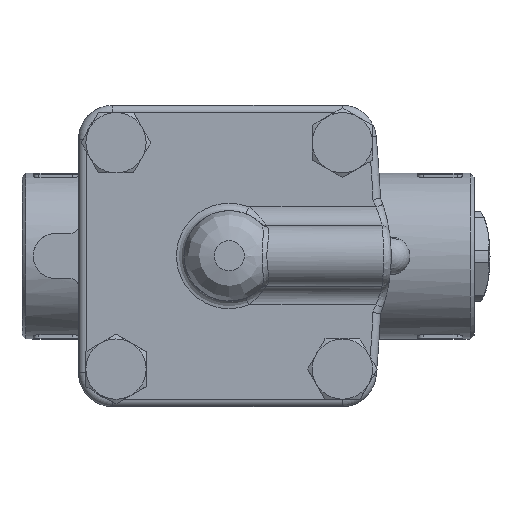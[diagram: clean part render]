
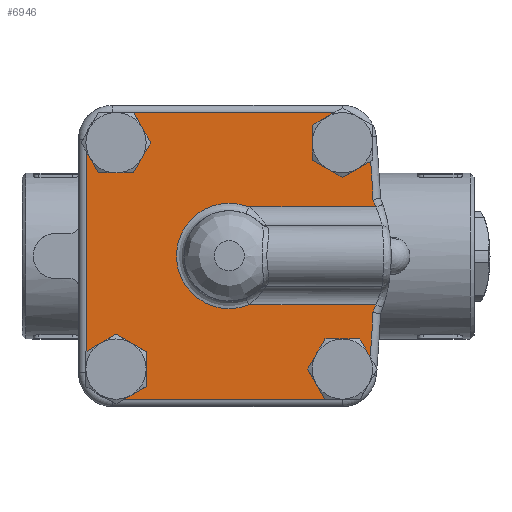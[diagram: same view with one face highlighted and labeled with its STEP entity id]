
A CAD part, top view. The second image highlights one B-rep face of the part: STEP entity #6946.
In plain terms, the highlighted planar face has unit normal (0, 0, 1).
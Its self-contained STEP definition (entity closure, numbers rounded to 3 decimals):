
#3722=CARTESIAN_POINT('',(5.196,-13.0,20.0));
#3723=VERTEX_POINT('',#3722);
#3914=CARTESIAN_POINT('',(5.196,13.0,20.0));
#3915=VERTEX_POINT('',#3914);
#6072=CARTESIAN_POINT('',(30.052,20.814,20.0));
#6073=VERTEX_POINT('',#6072);
#6080=CARTESIAN_POINT('',(37.563,25.151,20.0));
#6081=VERTEX_POINT('',#6080);
#6082=CARTESIAN_POINT('',(37.563,25.151,20.0));
#6083=DIRECTION('',(-0.866,-0.5,0.0));
#6084=VECTOR('',#6083,8.673);
#6085=LINE('',#6082,#6084);
#6086=EDGE_CURVE('',#6081,#6073,#6085,.T.);
#6112=CARTESIAN_POINT('',(22.052,25.433,20.0));
#6113=VERTEX_POINT('',#6112);
#6120=CARTESIAN_POINT('',(30.052,20.814,20.0));
#6121=DIRECTION('',(-0.866,0.5,0.0));
#6122=VECTOR('',#6121,9.238);
#6123=LINE('',#6120,#6122);
#6124=EDGE_CURVE('',#6073,#6113,#6123,.T.);
#6137=CARTESIAN_POINT('',(22.052,34.671,20.0));
#6138=VERTEX_POINT('',#6137);
#6145=CARTESIAN_POINT('',(22.052,25.433,20.0));
#6146=DIRECTION('',(0.0,1.0,0.0));
#6147=VECTOR('',#6146,9.238);
#6148=LINE('',#6145,#6147);
#6149=EDGE_CURVE('',#6113,#6138,#6148,.T.);
#6170=CARTESIAN_POINT('',(27.818,38.0,20.0));
#6171=VERTEX_POINT('',#6170);
#6178=CARTESIAN_POINT('',(22.052,34.671,20.0));
#6179=DIRECTION('',(0.866,0.5,0.0));
#6180=VECTOR('',#6179,6.658);
#6181=LINE('',#6178,#6180);
#6182=EDGE_CURVE('',#6138,#6171,#6181,.T.);
#6195=CARTESIAN_POINT('',(20.814,-30.052,20.0));
#6196=VERTEX_POINT('',#6195);
#6203=CARTESIAN_POINT('',(25.403,-38.,20.0));
#6204=VERTEX_POINT('',#6203);
#6205=CARTESIAN_POINT('',(25.403,-38.,20.0));
#6206=DIRECTION('',(-0.5,0.866,0.0));
#6207=VECTOR('',#6206,9.178);
#6208=LINE('',#6205,#6207);
#6209=EDGE_CURVE('',#6204,#6196,#6208,.T.);
#6235=CARTESIAN_POINT('',(25.433,-22.052,20.0));
#6236=VERTEX_POINT('',#6235);
#6243=CARTESIAN_POINT('',(20.814,-30.052,20.0));
#6244=DIRECTION('',(0.5,0.866,0.0));
#6245=VECTOR('',#6244,9.238);
#6246=LINE('',#6243,#6245);
#6247=EDGE_CURVE('',#6196,#6236,#6246,.T.);
#6260=CARTESIAN_POINT('',(34.671,-22.052,20.0));
#6261=VERTEX_POINT('',#6260);
#6268=CARTESIAN_POINT('',(25.433,-22.052,20.0));
#6269=DIRECTION('',(1.0,0.0,0.0));
#6270=VECTOR('',#6269,9.238);
#6271=LINE('',#6268,#6270);
#6272=EDGE_CURVE('',#6236,#6261,#6271,.T.);
#6293=CARTESIAN_POINT('',(37.433,-26.836,20.0));
#6294=VERTEX_POINT('',#6293);
#6301=CARTESIAN_POINT('',(34.671,-22.052,20.0));
#6302=DIRECTION('',(0.5,-0.866,0.0));
#6303=VECTOR('',#6302,5.524);
#6304=LINE('',#6301,#6303);
#6305=EDGE_CURVE('',#6261,#6294,#6304,.T.);
#6318=CARTESIAN_POINT('',(-30.052,-20.814,20.0));
#6319=VERTEX_POINT('',#6318);
#6326=CARTESIAN_POINT('',(-38.0,-25.403,20.0));
#6327=VERTEX_POINT('',#6326);
#6328=CARTESIAN_POINT('',(-38.0,-25.403,20.0));
#6329=DIRECTION('',(0.866,0.5,0.0));
#6330=VECTOR('',#6329,9.178);
#6331=LINE('',#6328,#6330);
#6332=EDGE_CURVE('',#6327,#6319,#6331,.T.);
#6358=CARTESIAN_POINT('',(-22.052,-25.433,20.0));
#6359=VERTEX_POINT('',#6358);
#6366=CARTESIAN_POINT('',(-30.052,-20.814,20.0));
#6367=DIRECTION('',(0.866,-0.5,0.0));
#6368=VECTOR('',#6367,9.238);
#6369=LINE('',#6366,#6368);
#6370=EDGE_CURVE('',#6319,#6359,#6369,.T.);
#6383=CARTESIAN_POINT('',(-22.052,-34.671,20.0));
#6384=VERTEX_POINT('',#6383);
#6391=CARTESIAN_POINT('',(-22.052,-25.433,20.0));
#6392=DIRECTION('',(0.0,-1.0,0.0));
#6393=VECTOR('',#6392,9.238);
#6394=LINE('',#6391,#6393);
#6395=EDGE_CURVE('',#6359,#6384,#6394,.T.);
#6416=CARTESIAN_POINT('',(-27.818,-38.0,20.0));
#6417=VERTEX_POINT('',#6416);
#6424=CARTESIAN_POINT('',(-22.052,-34.671,20.0));
#6425=DIRECTION('',(-0.866,-0.5,0.0));
#6426=VECTOR('',#6425,6.658);
#6427=LINE('',#6424,#6426);
#6428=EDGE_CURVE('',#6384,#6417,#6427,.T.);
#6820=CARTESIAN_POINT('',(41.117,0.,20.0));
#6821=DIRECTION('',(0.0,0.0,1.0));
#6822=DIRECTION('',(1.0,0.0,0.0));
#6823=AXIS2_PLACEMENT_3D('',#6820,#6821,#6822);
#6824=PLANE('',#6823);
#6825=ORIENTED_EDGE('',*,*,#6086,.T.);
#6826=ORIENTED_EDGE('',*,*,#6124,.T.);
#6827=ORIENTED_EDGE('',*,*,#6149,.T.);
#6828=ORIENTED_EDGE('',*,*,#6182,.T.);
#6829=CARTESIAN_POINT('',(-25.403,38.0,20.0));
#6830=VERTEX_POINT('',#6829);
#6831=CARTESIAN_POINT('',(-25.403,38.0,20.0));
#6832=DIRECTION('',(1.0,0.0,0.0));
#6833=VECTOR('',#6832,53.222);
#6834=LINE('',#6831,#6833);
#6835=EDGE_CURVE('',#6830,#6171,#6834,.T.);
#6836=ORIENTED_EDGE('',*,*,#6835,.F.);
#6837=CARTESIAN_POINT('',(-20.814,30.052,20.0));
#6838=VERTEX_POINT('',#6837);
#6839=CARTESIAN_POINT('',(-25.403,38.0,20.0));
#6840=DIRECTION('',(0.5,-0.866,0.0));
#6841=VECTOR('',#6840,9.178);
#6842=LINE('',#6839,#6841);
#6843=EDGE_CURVE('',#6830,#6838,#6842,.T.);
#6844=ORIENTED_EDGE('',*,*,#6843,.T.);
#6845=CARTESIAN_POINT('',(-25.433,22.052,20.0));
#6846=VERTEX_POINT('',#6845);
#6847=CARTESIAN_POINT('',(-20.814,30.052,20.0));
#6848=DIRECTION('',(-0.5,-0.866,0.0));
#6849=VECTOR('',#6848,9.238);
#6850=LINE('',#6847,#6849);
#6851=EDGE_CURVE('',#6838,#6846,#6850,.T.);
#6852=ORIENTED_EDGE('',*,*,#6851,.T.);
#6853=CARTESIAN_POINT('',(-34.671,22.052,20.0));
#6854=VERTEX_POINT('',#6853);
#6855=CARTESIAN_POINT('',(-25.433,22.052,20.0));
#6856=DIRECTION('',(-1.0,0.0,0.0));
#6857=VECTOR('',#6856,9.238);
#6858=LINE('',#6855,#6857);
#6859=EDGE_CURVE('',#6846,#6854,#6858,.T.);
#6860=ORIENTED_EDGE('',*,*,#6859,.T.);
#6861=CARTESIAN_POINT('',(-38.,27.818,20.0));
#6862=VERTEX_POINT('',#6861);
#6863=CARTESIAN_POINT('',(-34.671,22.052,20.0));
#6864=DIRECTION('',(-0.5,0.866,0.0));
#6865=VECTOR('',#6864,6.658);
#6866=LINE('',#6863,#6865);
#6867=EDGE_CURVE('',#6854,#6862,#6866,.T.);
#6868=ORIENTED_EDGE('',*,*,#6867,.T.);
#6869=CARTESIAN_POINT('',(-38.0,-25.403,20.0));
#6870=DIRECTION('',(0.0,1.0,0.0));
#6871=VECTOR('',#6870,53.222);
#6872=LINE('',#6869,#6871);
#6873=EDGE_CURVE('',#6327,#6862,#6872,.T.);
#6874=ORIENTED_EDGE('',*,*,#6873,.F.);
#6875=ORIENTED_EDGE('',*,*,#6332,.T.);
#6876=ORIENTED_EDGE('',*,*,#6370,.T.);
#6877=ORIENTED_EDGE('',*,*,#6395,.T.);
#6878=ORIENTED_EDGE('',*,*,#6428,.T.);
#6879=CARTESIAN_POINT('',(25.403,-38.,20.0));
#6880=DIRECTION('',(-1.0,0.0,0.0));
#6881=VECTOR('',#6880,53.222);
#6882=LINE('',#6879,#6881);
#6883=EDGE_CURVE('',#6204,#6417,#6882,.T.);
#6884=ORIENTED_EDGE('',*,*,#6883,.F.);
#6885=ORIENTED_EDGE('',*,*,#6209,.T.);
#6886=ORIENTED_EDGE('',*,*,#6247,.T.);
#6887=ORIENTED_EDGE('',*,*,#6272,.T.);
#6888=ORIENTED_EDGE('',*,*,#6305,.T.);
#6889=CARTESIAN_POINT('',(38.168,-14.973,20.0));
#6890=VERTEX_POINT('',#6889);
#6891=CARTESIAN_POINT('',(-299.5,0.,20.0));
#6892=DIRECTION('',(0.,0.,-1.0));
#6893=DIRECTION('',(0.998,-0.069,0.));
#6894=AXIS2_PLACEMENT_3D('',#6891,#6892,#6893);
#6895=CIRCLE('',#6894,338.0);
#6896=EDGE_CURVE('',#6890,#6294,#6895,.T.);
#6897=ORIENTED_EDGE('',*,*,#6896,.F.);
#6898=CARTESIAN_POINT('',(38.884,-13.0,20.0));
#6899=VERTEX_POINT('',#6898);
#6900=CARTESIAN_POINT('',(0.,0.,20.0));
#6901=DIRECTION('',(0.,0.,-1.0));
#6902=DIRECTION('',(0.921,-0.389,0.));
#6903=AXIS2_PLACEMENT_3D('',#6900,#6901,#6902);
#6904=CIRCLE('',#6903,41.);
#6905=EDGE_CURVE('',#6899,#6890,#6904,.T.);
#6906=ORIENTED_EDGE('',*,*,#6905,.F.);
#6907=CARTESIAN_POINT('',(38.884,-13.0,20.0));
#6908=DIRECTION('',(-1.0,0.0,0.0));
#6909=VECTOR('',#6908,33.688);
#6910=LINE('',#6907,#6909);
#6911=EDGE_CURVE('',#6899,#3723,#6910,.T.);
#6912=ORIENTED_EDGE('',*,*,#6911,.T.);
#6913=CARTESIAN_POINT('',(0.,0.,20.0));
#6914=DIRECTION('',(0.0,0.0,1.0));
#6915=DIRECTION('',(-1.0,0.0,0.0));
#6916=AXIS2_PLACEMENT_3D('',#6913,#6914,#6915);
#6917=CIRCLE('',#6916,14.);
#6918=EDGE_CURVE('',#3915,#3723,#6917,.T.);
#6919=ORIENTED_EDGE('',*,*,#6918,.F.);
#6920=CARTESIAN_POINT('',(38.884,13.,20.0));
#6921=VERTEX_POINT('',#6920);
#6922=CARTESIAN_POINT('',(38.884,13.,20.0));
#6923=DIRECTION('',(-1.0,0.0,0.0));
#6924=VECTOR('',#6923,33.688);
#6925=LINE('',#6922,#6924);
#6926=EDGE_CURVE('',#6921,#3915,#6925,.T.);
#6927=ORIENTED_EDGE('',*,*,#6926,.F.);
#6928=CARTESIAN_POINT('',(38.168,14.973,20.0));
#6929=VERTEX_POINT('',#6928);
#6930=CARTESIAN_POINT('',(0.,0.,20.0));
#6931=DIRECTION('',(0.,0.,-1.0));
#6932=DIRECTION('',(0.921,0.389,0.));
#6933=AXIS2_PLACEMENT_3D('',#6930,#6931,#6932);
#6934=CIRCLE('',#6933,41.);
#6935=EDGE_CURVE('',#6929,#6921,#6934,.T.);
#6936=ORIENTED_EDGE('',*,*,#6935,.F.);
#6937=CARTESIAN_POINT('',(-299.5,0.,20.0));
#6938=DIRECTION('',(0.,0.,-1.0));
#6939=DIRECTION('',(0.998,0.069,0.));
#6940=AXIS2_PLACEMENT_3D('',#6937,#6938,#6939);
#6941=CIRCLE('',#6940,338.0);
#6942=EDGE_CURVE('',#6081,#6929,#6941,.T.);
#6943=ORIENTED_EDGE('',*,*,#6942,.F.);
#6944=EDGE_LOOP('',(#6825,#6826,#6827,#6828,#6836,#6844,#6852,#6860,#6868,#6874,#6875,#6876,#6877,#6878,#6884,#6885,#6886,#6887,#6888,#6897,#6906,#6912,#6919,#6927,#6936,#6943));
#6945=FACE_OUTER_BOUND('',#6944,.T.);
#6946=ADVANCED_FACE('',(#6945),#6824,.T.);
